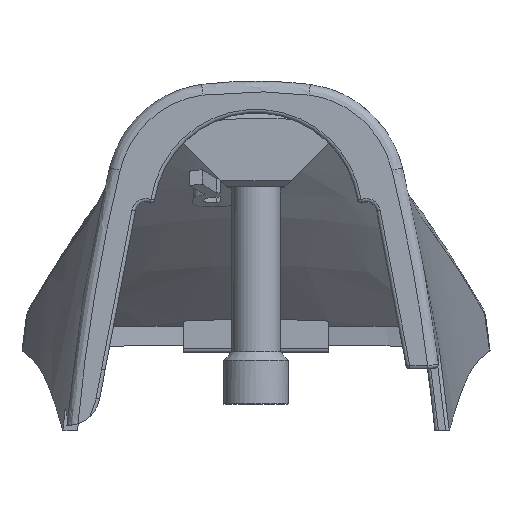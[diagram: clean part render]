
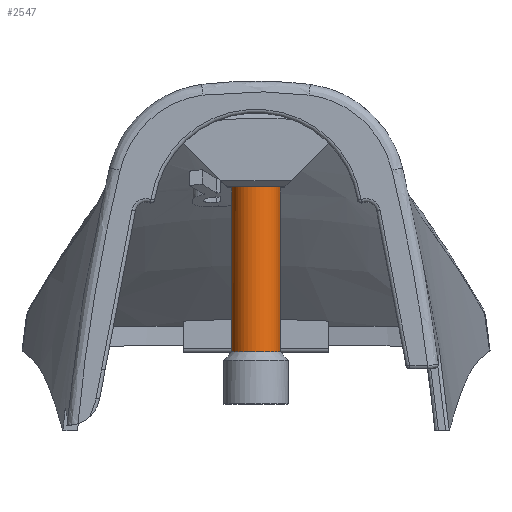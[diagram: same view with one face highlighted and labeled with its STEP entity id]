
A CAD part, top view. The second image highlights one B-rep face of the part: STEP entity #2547.
In plain terms, the highlighted cylindrical face has radius 3.35 mm (diameter 6.7 mm), a full revolution.
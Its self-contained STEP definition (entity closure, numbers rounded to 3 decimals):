
#24=CYLINDRICAL_SURFACE('',#2750,3.35);
#191=B_SPLINE_CURVE_WITH_KNOTS('',3,(#9641,#9642,#9643,#9644,#9645,#9646),
 .UNSPECIFIED.,.F.,.F.,(4,2,4),(-0.053,-0.027,
0.),.UNSPECIFIED.);
#192=B_SPLINE_CURVE_WITH_KNOTS('',3,(#9648,#9649,#9650,#9651,#9652,#9653),
 .UNSPECIFIED.,.F.,.F.,(4,2,4),(-0.053,-0.027,
0.),.UNSPECIFIED.);
#375=FACE_OUTER_BOUND('',#523,.T.);
#523=EDGE_LOOP('',(#2042,#2043,#2044,#2045,#2046,#2047,#2048,#2049,#2050,
#2051,#2052,#2053,#2054));
#609=LINE('',#5295,#739);
#640=LINE('',#7376,#770);
#643=LINE('',#7383,#773);
#673=LINE('',#9640,#803);
#674=LINE('',#9654,#804);
#739=VECTOR('',#2940,10.);
#770=VECTOR('',#3081,10.);
#773=VECTOR('',#3088,1000.);
#803=VECTOR('',#3184,3.35);
#804=VECTOR('',#3185,10.);
#889=CIRCLE('',#2713,3.35);
#906=CIRCLE('',#2748,3.35);
#907=CIRCLE('',#2749,3.35);
#908=CIRCLE('',#2751,3.35);
#909=CIRCLE('',#2752,3.35);
#1013=VERTEX_POINT('',#5292);
#1014=VERTEX_POINT('',#5294);
#1066=VERTEX_POINT('',#7262);
#1069=VERTEX_POINT('',#7368);
#1070=VERTEX_POINT('',#7375);
#1072=VERTEX_POINT('',#7380);
#1126=VERTEX_POINT('',#9631);
#1127=VERTEX_POINT('',#9633);
#1128=VERTEX_POINT('',#9637);
#1129=VERTEX_POINT('',#9638);
#1130=VERTEX_POINT('',#9647);
#1295=EDGE_CURVE('',#1014,#1013,#609,.T.);
#1377=EDGE_CURVE('',#1014,#1066,#889,.T.);
#1382=EDGE_CURVE('',#1070,#1069,#640,.T.);
#1386=EDGE_CURVE('',#1072,#1066,#643,.T.);
#1471=EDGE_CURVE('',#1070,#1126,#906,.T.);
#1472=EDGE_CURVE('',#1126,#1127,#907,.T.);
#1474=EDGE_CURVE('',#1128,#1129,#908,.T.);
#1475=EDGE_CURVE('',#1129,#1126,#673,.T.);
#1476=EDGE_CURVE('',#1069,#1072,#191,.T.);
#1477=EDGE_CURVE('',#1013,#1130,#192,.T.);
#1478=EDGE_CURVE('',#1130,#1127,#674,.T.);
#1479=EDGE_CURVE('',#1129,#1128,#909,.T.);
#2042=ORIENTED_EDGE('',*,*,#1474,.T.);
#2043=ORIENTED_EDGE('',*,*,#1475,.T.);
#2044=ORIENTED_EDGE('',*,*,#1471,.F.);
#2045=ORIENTED_EDGE('',*,*,#1382,.T.);
#2046=ORIENTED_EDGE('',*,*,#1476,.T.);
#2047=ORIENTED_EDGE('',*,*,#1386,.T.);
#2048=ORIENTED_EDGE('',*,*,#1377,.F.);
#2049=ORIENTED_EDGE('',*,*,#1295,.T.);
#2050=ORIENTED_EDGE('',*,*,#1477,.T.);
#2051=ORIENTED_EDGE('',*,*,#1478,.T.);
#2052=ORIENTED_EDGE('',*,*,#1472,.F.);
#2053=ORIENTED_EDGE('',*,*,#1475,.F.);
#2054=ORIENTED_EDGE('',*,*,#1479,.T.);
#2547=ADVANCED_FACE('',(#375),#24,.T.);
#2713=AXIS2_PLACEMENT_3D('',#7265,#3073,#3074);
#2748=AXIS2_PLACEMENT_3D('',#9632,#3175,#3176);
#2749=AXIS2_PLACEMENT_3D('',#9634,#3177,#3178);
#2750=AXIS2_PLACEMENT_3D('',#9636,#3180,#3181);
#2751=AXIS2_PLACEMENT_3D('',#9639,#3182,#3183);
#2752=AXIS2_PLACEMENT_3D('',#9655,#3186,#3187);
#2940=DIRECTION('',(0.,1.,0.));
#3073=DIRECTION('center_axis',(0.,1.,0.));
#3074=DIRECTION('ref_axis',(0.,0.,-1.));
#3081=DIRECTION('',(0.,1.,0.));
#3088=DIRECTION('',(0.,-1.,0.));
#3175=DIRECTION('center_axis',(0.,1.,0.));
#3176=DIRECTION('ref_axis',(0.,0.,-1.));
#3177=DIRECTION('center_axis',(0.,1.,0.));
#3178=DIRECTION('ref_axis',(0.,0.,-1.));
#3180=DIRECTION('center_axis',(0.,-1.,0.));
#3181=DIRECTION('ref_axis',(0.,0.,-1.));
#3182=DIRECTION('center_axis',(0.,1.,0.));
#3183=DIRECTION('ref_axis',(0.,0.,-1.));
#3184=DIRECTION('',(0.,1.,0.));
#3185=DIRECTION('',(0.,-1.,0.));
#3186=DIRECTION('center_axis',(0.,1.,0.));
#3187=DIRECTION('ref_axis',(0.,0.,-1.));
#5292=CARTESIAN_POINT('',(-109.,-97.465,-58.197));
#5294=CARTESIAN_POINT('',(-109.,-103.868,-58.197));
#5295=CARTESIAN_POINT('',(-109.,500000.,-58.197));
#7262=CARTESIAN_POINT('',(-111.,-103.868,-58.197));
#7265=CARTESIAN_POINT('Origin',(-110.,-103.868,-55.));
#7368=CARTESIAN_POINT('',(-111.491,-97.408,-58.));
#7375=CARTESIAN_POINT('',(-111.491,-103.868,-58.));
#7376=CARTESIAN_POINT('',(-111.491,500000.,-58.));
#7380=CARTESIAN_POINT('',(-111.,-97.461,-58.197));
#7383=CARTESIAN_POINT('',(-111.,500000.,-58.197));
#9631=CARTESIAN_POINT('',(-110.,-103.868,-51.65));
#9632=CARTESIAN_POINT('Origin',(-110.,-103.868,-55.));
#9633=CARTESIAN_POINT('',(-108.509,-103.868,-58.));
#9634=CARTESIAN_POINT('Origin',(-110.,-103.868,-55.));
#9636=CARTESIAN_POINT('Origin',(-110.,500000.,-55.));
#9637=CARTESIAN_POINT('',(-109.,-126.668,-58.197));
#9638=CARTESIAN_POINT('',(-110.,-126.668,-51.65));
#9639=CARTESIAN_POINT('Origin',(-110.,-126.668,-55.));
#9640=CARTESIAN_POINT('',(-110.,500000.,-51.65));
#9641=CARTESIAN_POINT('Ctrl Pts',(-111.491,-97.408,-58.));
#9642=CARTESIAN_POINT('Ctrl Pts',(-111.412,-97.418,-58.039));
#9643=CARTESIAN_POINT('Ctrl Pts',(-111.331,-97.428,-58.075));
#9644=CARTESIAN_POINT('Ctrl Pts',(-111.168,-97.446,-58.141));
#9645=CARTESIAN_POINT('Ctrl Pts',(-111.084,-97.453,-58.171));
#9646=CARTESIAN_POINT('Ctrl Pts',(-111.,-97.461,-58.197));
#9647=CARTESIAN_POINT('',(-108.509,-97.415,-58.));
#9648=CARTESIAN_POINT('Ctrl Pts',(-109.,-97.465,-58.197));
#9649=CARTESIAN_POINT('Ctrl Pts',(-108.916,-97.459,-58.171));
#9650=CARTESIAN_POINT('Ctrl Pts',(-108.832,-97.451,-58.141));
#9651=CARTESIAN_POINT('Ctrl Pts',(-108.669,-97.435,-58.075));
#9652=CARTESIAN_POINT('Ctrl Pts',(-108.588,-97.425,-58.039));
#9653=CARTESIAN_POINT('Ctrl Pts',(-108.509,-97.415,-58.));
#9654=CARTESIAN_POINT('',(-108.509,500000.,-58.));
#9655=CARTESIAN_POINT('Origin',(-110.,-126.668,-55.));
